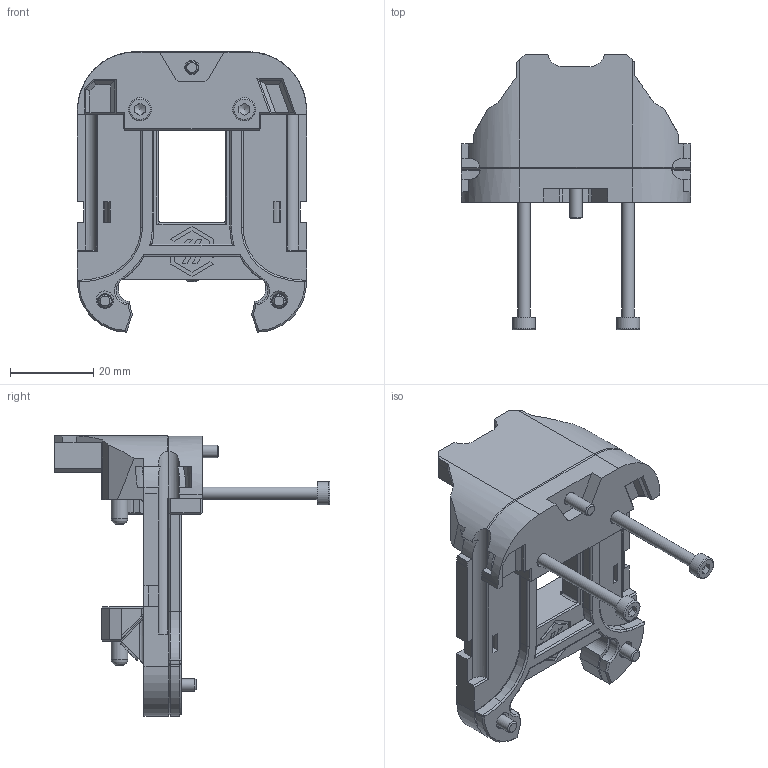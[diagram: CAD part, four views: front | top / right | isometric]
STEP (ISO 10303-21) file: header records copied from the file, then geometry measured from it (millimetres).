
FILE_DESCRIPTION(/* description */ (''),/* implementation_level */ '2;1');
FILE_NAME(/* name */ 'StealthChanger_Dragonburner.step',/* time_stamp */ '2024-03-12T00:58:32Z',/* author */ (''),/* organization */ (''),/* preprocessor_version */ 'ST-DEVELOPER v20',/* originating_system */ 'Autodesk Translation Framework v12.20.1.177',/* authorisation */ '');
FILE_SCHEMA (('AUTOMOTIVE_DESIGN { 1 0 10303 214 3 1 1 }'));
Length unit declared in the file: millimetre
Products named in the file (13): StealthChanger_Tripod; Dragon Burner; StealthChanger; Plate; Spacer; Hardware (3); 3x6mm Magnet (1) (3) (2) (1); Pins 4x12 Rounded (1); M3x12 BHCS (2) (1) (1); M3x40 SHCS (15) (1); M3 Threaded Insert (3); M3x6 FHCS (7); M3x10 BHCS (2) (1)
Assembly tree (16 placements, depth 5):
  StealthChanger_Tripod
    Dragon Burner
      StealthChanger
        Plate
        Spacer
        Hardware (3)
          3x6mm Magnet (1) (3) (2) (1)
          M3x40 SHCS (15) (1)  x2
          M3x10 BHCS (2) (1)  x2
          M3x6 FHCS (7)  x2
          Pins 4x12 Rounded (1)
          M3x12 BHCS (2) (1) (1)
          M3 Threaded Insert (3)  x2
Bounding box: 55 x 66.23 x 67.34 mm (x, y, z)
Volume: 32801.3 mm3; surface area: 19007.4 mm2
Topology: 15 solids, 15 shells, 914 faces, 2432 edges, 1567 vertices
Faces by surface type: plane 431, cylinder 199, bspline 190, cone 69, torus 21, sphere 4
Full cylindrical faces by diameter (mm): 2.8 x4, 2.9 x2, 3 x7, 3.4 x3, 3.5 x4, 4 x3, 4.1 x2, 4.25 x4, 4.7 x2, 5.5 x2, 5.54 x2, 5.7 x3, 6 x1, 6.3 x3
Entity records: 29433 total; most frequent: CARTESIAN_POINT 11173, ORIENTED_EDGE 3916, DIRECTION 3462, EDGE_CURVE 1958, VERTEX_POINT 1257, AXIS2_PLACEMENT_3D 1157, LINE 1148, VECTOR 1148
